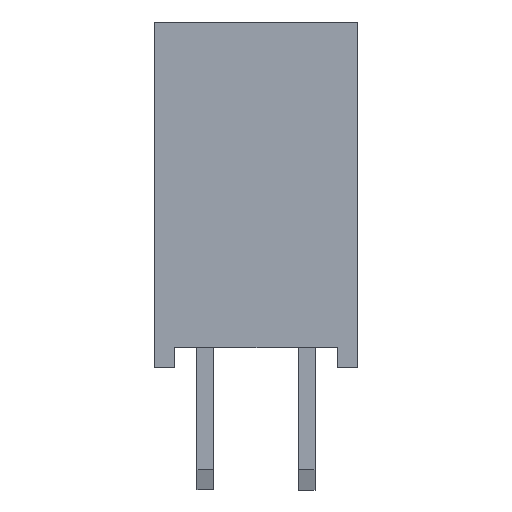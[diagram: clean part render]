
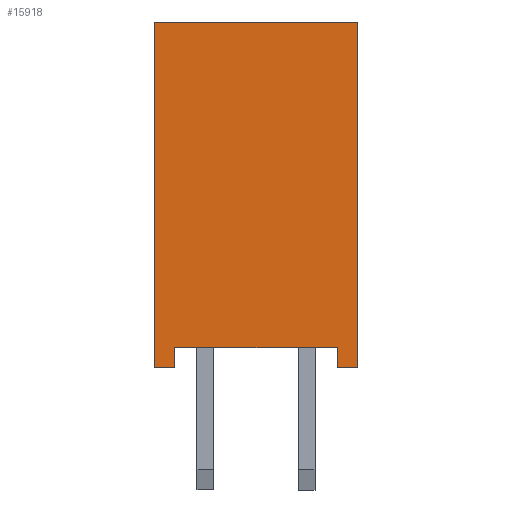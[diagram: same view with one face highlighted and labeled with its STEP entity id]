
A CAD part, left-side view. The second image highlights one B-rep face of the part: STEP entity #15918.
In plain terms, the highlighted planar face has unit normal (-1, 0, 0).
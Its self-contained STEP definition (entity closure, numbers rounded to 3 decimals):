
#512=FACE_OUTER_BOUND('',#1452,.T.);
#1452=EDGE_LOOP('',(#11301,#11302,#11303,#11304,#11305,#11306,#11307,#11308));
#2482=LINE('',#21965,#4726);
#2725=LINE('',#22450,#4969);
#2817=LINE('',#22604,#5061);
#2819=LINE('',#22608,#5063);
#2821=LINE('',#22612,#5065);
#2943=LINE('',#22856,#5187);
#2945=LINE('',#22860,#5189);
#3036=LINE('',#23012,#5280);
#4726=VECTOR('',#17826,4.);
#4969=VECTOR('',#18071,0.5);
#5061=VECTOR('',#18165,0.5);
#5063=VECTOR('',#18169,8.5);
#5065=VECTOR('',#18173,5.);
#5187=VECTOR('',#18297,8.5);
#5189=VECTOR('',#18301,0.5);
#5280=VECTOR('',#18394,0.5);
#6969=VERTEX_POINT('',#21962);
#6970=VERTEX_POINT('',#21964);
#7211=VERTEX_POINT('',#22448);
#7272=VERTEX_POINT('',#22602);
#7273=VERTEX_POINT('',#22606);
#7274=VERTEX_POINT('',#22610);
#7395=VERTEX_POINT('',#22854);
#7396=VERTEX_POINT('',#22858);
#8426=EDGE_CURVE('',#6969,#6970,#2482,.T.);
#8669=EDGE_CURVE('',#7211,#6969,#2725,.T.);
#8761=EDGE_CURVE('',#7272,#7211,#2817,.T.);
#8763=EDGE_CURVE('',#7273,#7272,#2819,.T.);
#8765=EDGE_CURVE('',#7274,#7273,#2821,.T.);
#8887=EDGE_CURVE('',#7395,#7274,#2943,.T.);
#8889=EDGE_CURVE('',#7396,#7395,#2945,.T.);
#8980=EDGE_CURVE('',#7396,#6970,#3036,.T.);
#11301=ORIENTED_EDGE('',*,*,#8669,.F.);
#11302=ORIENTED_EDGE('',*,*,#8761,.F.);
#11303=ORIENTED_EDGE('',*,*,#8763,.F.);
#11304=ORIENTED_EDGE('',*,*,#8765,.F.);
#11305=ORIENTED_EDGE('',*,*,#8887,.F.);
#11306=ORIENTED_EDGE('',*,*,#8889,.F.);
#11307=ORIENTED_EDGE('',*,*,#8980,.T.);
#11308=ORIENTED_EDGE('',*,*,#8426,.F.);
#15038=PLANE('',#16814);
#15918=ADVANCED_FACE('',(#512),#15038,.F.);
#16814=AXIS2_PLACEMENT_3D('',#23013,#18395,#18396);
#17826=DIRECTION('',(0.,0.,-1.));
#18071=DIRECTION('',(0.,1.,0.));
#18165=DIRECTION('',(0.,0.,-1.));
#18169=DIRECTION('',(0.,-1.,0.));
#18173=DIRECTION('',(0.,0.,1.));
#18297=DIRECTION('',(0.,1.,0.));
#18301=DIRECTION('',(0.,0.,-1.));
#18394=DIRECTION('',(0.,1.,0.));
#18395=DIRECTION('center_axis',(1.,0.,0.));
#18396=DIRECTION('ref_axis',(0.,0.,-1.));
#21962=CARTESIAN_POINT('',(-38.35,0.5,2.));
#21964=CARTESIAN_POINT('',(-38.35,0.5,-2.));
#21965=CARTESIAN_POINT('',(-38.35,0.5,2.));
#22448=CARTESIAN_POINT('',(-38.35,0.,2.));
#22450=CARTESIAN_POINT('',(-38.35,0.,2.));
#22602=CARTESIAN_POINT('',(-38.35,0.,2.5));
#22604=CARTESIAN_POINT('',(-38.35,0.,2.5));
#22606=CARTESIAN_POINT('',(-38.35,8.5,2.5));
#22608=CARTESIAN_POINT('',(-38.35,8.5,2.5));
#22610=CARTESIAN_POINT('',(-38.35,8.5,-2.5));
#22612=CARTESIAN_POINT('',(-38.35,8.5,-2.5));
#22854=CARTESIAN_POINT('',(-38.35,0.,-2.5));
#22856=CARTESIAN_POINT('',(-38.35,0.,-2.5));
#22858=CARTESIAN_POINT('',(-38.35,0.,-2.));
#22860=CARTESIAN_POINT('',(-38.35,0.,-2.));
#23012=CARTESIAN_POINT('',(-38.35,0.,-2.));
#23013=CARTESIAN_POINT('Origin',(-38.35,0.,0.));
